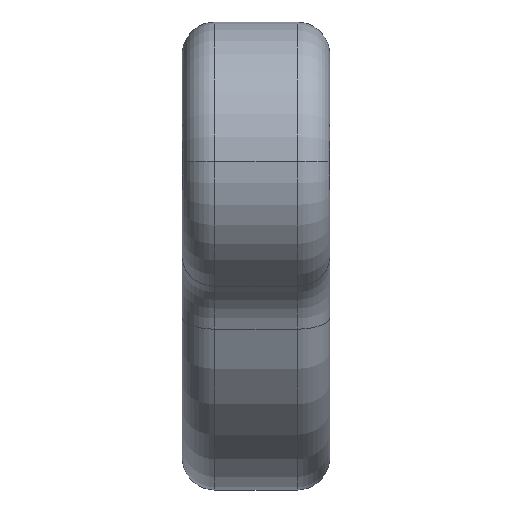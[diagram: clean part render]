
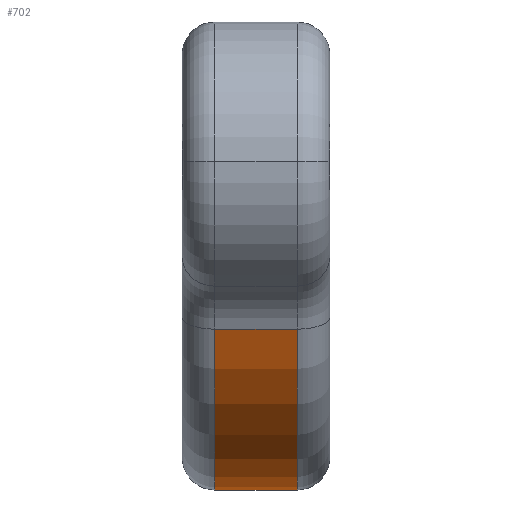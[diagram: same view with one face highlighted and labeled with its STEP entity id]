
A CAD part, top view. The second image highlights one B-rep face of the part: STEP entity #702.
In plain terms, the highlighted cylindrical face has radius 15.555 mm (diameter 31.11 mm), a partial arc.
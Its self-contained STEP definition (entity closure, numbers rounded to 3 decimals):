
#17 = AXIS2_PLACEMENT_3D ( 'NONE', #424, #771, #646 ) ;
#29 = CARTESIAN_POINT ( 'NONE',  ( 9., -10.214, 1.404 ) ) ;
#69 = ORIENTED_EDGE ( 'NONE', *, *, #649, .T. ) ;
#121 = LINE ( 'NONE', #1428, #1109 ) ;
#193 = CARTESIAN_POINT ( 'NONE',  ( 2., -9.476, -27.758 ) ) ;
#206 = DIRECTION ( 'NONE',  ( 1., 0., 0. ) ) ;
#278 = CYLINDRICAL_SURFACE ( 'NONE', #17, 15.555 ) ;
#301 = FACE_OUTER_BOUND ( 'NONE', #651, .T. ) ;
#310 = DIRECTION ( 'NONE',  ( -1., 0., 0. ) ) ;
#312 = CIRCLE ( 'NONE', #1468, 15.555 ) ;
#325 = VERTEX_POINT ( 'NONE', #1352 ) ;
#373 = DIRECTION ( 'NONE',  ( -1., 0., 0. ) ) ;
#408 = VERTEX_POINT ( 'NONE', #193 ) ;
#424 = CARTESIAN_POINT ( 'NONE',  ( 9., -4.441, -13.04 ) ) ;
#488 = LINE ( 'NONE', #29, #1190 ) ;
#489 = AXIS2_PLACEMENT_3D ( 'NONE', #1247, #310, #1039 ) ;
#541 = VERTEX_POINT ( 'NONE', #1432 ) ;
#572 = CIRCLE ( 'NONE', #489, 15.555 ) ;
#584 = VERTEX_POINT ( 'NONE', #1327 ) ;
#646 = DIRECTION ( 'NONE',  ( 0., 0., 1. ) ) ;
#649 = EDGE_CURVE ( 'NONE', #584, #325, #488, .T. ) ;
#651 = EDGE_LOOP ( 'NONE', ( #69, #1057, #1487, #1313 ) ) ;
#702 = ADVANCED_FACE ( 'NONE', ( #301 ), #278, .T. ) ;
#712 = EDGE_CURVE ( 'NONE', #541, #584, #572, .T. ) ;
#721 = DIRECTION ( 'NONE',  ( 0., 0., 1. ) ) ;
#736 = DIRECTION ( 'NONE',  ( -1., 0., 0. ) ) ;
#771 = DIRECTION ( 'NONE',  ( -1., 0., 0. ) ) ;
#902 = EDGE_CURVE ( 'NONE', #325, #408, #312, .T. ) ;
#1039 = DIRECTION ( 'NONE',  ( 0., 0., 1. ) ) ;
#1057 = ORIENTED_EDGE ( 'NONE', *, *, #902, .T. ) ;
#1070 = CARTESIAN_POINT ( 'NONE',  ( 2., -4.441, -13.04 ) ) ;
#1109 = VECTOR ( 'NONE', #736, 1000. ) ;
#1190 = VECTOR ( 'NONE', #373, 1000. ) ;
#1247 = CARTESIAN_POINT ( 'NONE',  ( 7., -4.441, -13.04 ) ) ;
#1313 = ORIENTED_EDGE ( 'NONE', *, *, #712, .T. ) ;
#1327 = CARTESIAN_POINT ( 'NONE',  ( 7., -10.214, 1.404 ) ) ;
#1352 = CARTESIAN_POINT ( 'NONE',  ( 2., -10.214, 1.404 ) ) ;
#1428 = CARTESIAN_POINT ( 'NONE',  ( 9., -9.476, -27.758 ) ) ;
#1432 = CARTESIAN_POINT ( 'NONE',  ( 7., -9.476, -27.758 ) ) ;
#1468 = AXIS2_PLACEMENT_3D ( 'NONE', #1070, #206, #721 ) ;
#1473 = EDGE_CURVE ( 'NONE', #541, #408, #121, .T. ) ;
#1487 = ORIENTED_EDGE ( 'NONE', *, *, #1473, .F. ) ;
